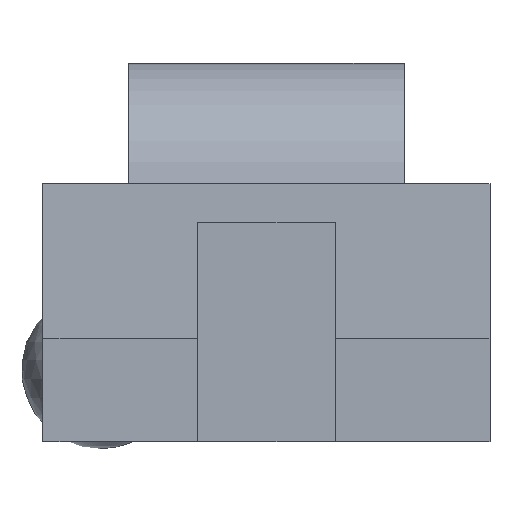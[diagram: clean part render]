
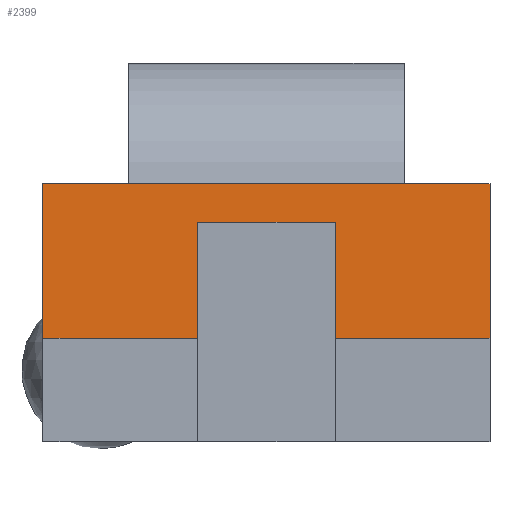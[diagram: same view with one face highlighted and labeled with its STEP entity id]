
A CAD part, front view. The second image highlights one B-rep face of the part: STEP entity #2399.
In plain terms, the highlighted planar face has unit normal (0, -0.351, 0.936).
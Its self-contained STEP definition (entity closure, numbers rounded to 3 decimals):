
#761 = PLANE('',#762);
#762 = AXIS2_PLACEMENT_3D('',#763,#764,#765);
#763 = CARTESIAN_POINT('',(1.,0.,181.));
#764 = DIRECTION('',(0.,0.,1.));
#765 = DIRECTION('',(1.,0.,-0.));
#1423 = VERTEX_POINT('',#1424);
#1424 = CARTESIAN_POINT('',(313.,0.,181.));
#1438 = PLANE('',#1439);
#1439 = AXIS2_PLACEMENT_3D('',#1440,#1441,#1442);
#1440 = CARTESIAN_POINT('',(313.,0.,1.));
#1441 = DIRECTION('',(1.,0.,0.));
#1442 = DIRECTION('',(-0.,0.,1.));
#1477 = VERTEX_POINT('',#1478);
#1478 = CARTESIAN_POINT('',(1.,0.,181.));
#1499 = EDGE_CURVE('',#1477,#1423,#1500,.T.);
#1500 = SURFACE_CURVE('',#1501,(#1505,#1512),.PCURVE_S1.);
#1501 = LINE('',#1502,#1503);
#1502 = CARTESIAN_POINT('',(1.,0.,181.));
#1503 = VECTOR('',#1504,1.);
#1504 = DIRECTION('',(1.,0.,-0.));
#1505 = PCURVE('',#761,#1506);
#1506 = DEFINITIONAL_REPRESENTATION('',(#1507),#1511);
#1507 = LINE('',#1508,#1509);
#1508 = CARTESIAN_POINT('',(0.,0.));
#1509 = VECTOR('',#1510,1.);
#1510 = DIRECTION('',(1.,0.));
#1511 = ( GEOMETRIC_REPRESENTATION_CONTEXT(2) 
PARAMETRIC_REPRESENTATION_CONTEXT() REPRESENTATION_CONTEXT('2D SPACE',''
  ) );
#1512 = PCURVE('',#1513,#1518);
#1513 = PLANE('',#1514);
#1514 = AXIS2_PLACEMENT_3D('',#1515,#1516,#1517);
#1515 = CARTESIAN_POINT('',(1.,0.,181.));
#1516 = DIRECTION('',(0.,-0.351,0.936));
#1517 = DIRECTION('',(0.,0.936,0.351));
#1518 = DEFINITIONAL_REPRESENTATION('',(#1519),#1523);
#1519 = LINE('',#1520,#1521);
#1520 = CARTESIAN_POINT('',(0.,0.));
#1521 = VECTOR('',#1522,1.);
#1522 = DIRECTION('',(0.,-1.));
#1523 = ( GEOMETRIC_REPRESENTATION_CONTEXT(2) 
PARAMETRIC_REPRESENTATION_CONTEXT() REPRESENTATION_CONTEXT('2D SPACE',''
  ) );
#1916 = PLANE('',#1917);
#1917 = AXIS2_PLACEMENT_3D('',#1918,#1919,#1920);
#1918 = CARTESIAN_POINT('',(1.,0.,1.));
#1919 = DIRECTION('',(1.,0.,0.));
#1920 = DIRECTION('',(-0.,0.,1.));
#1974 = PLANE('',#1975);
#1975 = AXIS2_PLACEMENT_3D('',#1976,#1977,#1978);
#1976 = CARTESIAN_POINT('',(1.,-288.,1.));
#1977 = DIRECTION('',(0.,-1.,0.));
#1978 = DIRECTION('',(0.,-0.,-1.));
#2002 = PLANE('',#2003);
#2003 = AXIS2_PLACEMENT_3D('',#2004,#2005,#2006);
#2004 = CARTESIAN_POINT('',(109.,-288.,1.));
#2005 = DIRECTION('',(1.,0.,-0.));
#2006 = DIRECTION('',(0.,0.,1.));
#2030 = PLANE('',#2031);
#2031 = AXIS2_PLACEMENT_3D('',#2032,#2033,#2034);
#2032 = CARTESIAN_POINT('',(109.,-72.,1.));
#2033 = DIRECTION('',(-0.,1.,0.));
#2034 = DIRECTION('',(0.,0.,1.));
#2058 = PLANE('',#2059);
#2059 = AXIS2_PLACEMENT_3D('',#2060,#2061,#2062);
#2060 = CARTESIAN_POINT('',(205.,-288.,1.));
#2061 = DIRECTION('',(1.,0.,-0.));
#2062 = DIRECTION('',(0.,0.,1.));
#2086 = PLANE('',#2087);
#2087 = AXIS2_PLACEMENT_3D('',#2088,#2089,#2090);
#2088 = CARTESIAN_POINT('',(1.,-288.,1.));
#2089 = DIRECTION('',(0.,-1.,0.));
#2090 = DIRECTION('',(0.,-0.,-1.));
#2331 = EDGE_CURVE('',#1423,#2332,#2334,.T.);
#2332 = VERTEX_POINT('',#2333);
#2333 = CARTESIAN_POINT('',(313.,-288.,73.));
#2334 = SURFACE_CURVE('',#2335,(#2339,#2346),.PCURVE_S1.);
#2335 = LINE('',#2336,#2337);
#2336 = CARTESIAN_POINT('',(313.,0.,181.));
#2337 = VECTOR('',#2338,1.);
#2338 = DIRECTION('',(0.,-0.936,-0.351));
#2339 = PCURVE('',#1438,#2340);
#2340 = DEFINITIONAL_REPRESENTATION('',(#2341),#2345);
#2341 = LINE('',#2342,#2343);
#2342 = CARTESIAN_POINT('',(180.,0.));
#2343 = VECTOR('',#2344,1.);
#2344 = DIRECTION('',(-0.351,0.936));
#2345 = ( GEOMETRIC_REPRESENTATION_CONTEXT(2) 
PARAMETRIC_REPRESENTATION_CONTEXT() REPRESENTATION_CONTEXT('2D SPACE',''
  ) );
#2346 = PCURVE('',#1513,#2347);
#2347 = DEFINITIONAL_REPRESENTATION('',(#2348),#2352);
#2348 = LINE('',#2349,#2350);
#2349 = CARTESIAN_POINT('',(0.,-312.));
#2350 = VECTOR('',#2351,1.);
#2351 = DIRECTION('',(-1.,-0.));
#2352 = ( GEOMETRIC_REPRESENTATION_CONTEXT(2) 
PARAMETRIC_REPRESENTATION_CONTEXT() REPRESENTATION_CONTEXT('2D SPACE',''
  ) );
#2399 = ADVANCED_FACE('',(#2400),#1513,.T.);
#2400 = FACE_BOUND('',#2401,.T.);
#2401 = EDGE_LOOP('',(#2402,#2403,#2426,#2449,#2470,#2491,#2512,#2533));
#2402 = ORIENTED_EDGE('',*,*,#1499,.F.);
#2403 = ORIENTED_EDGE('',*,*,#2404,.T.);
#2404 = EDGE_CURVE('',#1477,#2405,#2407,.T.);
#2405 = VERTEX_POINT('',#2406);
#2406 = CARTESIAN_POINT('',(1.,-288.,73.));
#2407 = SURFACE_CURVE('',#2408,(#2412,#2419),.PCURVE_S1.);
#2408 = LINE('',#2409,#2410);
#2409 = CARTESIAN_POINT('',(1.,0.,181.));
#2410 = VECTOR('',#2411,1.);
#2411 = DIRECTION('',(0.,-0.936,-0.351));
#2412 = PCURVE('',#1513,#2413);
#2413 = DEFINITIONAL_REPRESENTATION('',(#2414),#2418);
#2414 = LINE('',#2415,#2416);
#2415 = CARTESIAN_POINT('',(0.,0.));
#2416 = VECTOR('',#2417,1.);
#2417 = DIRECTION('',(-1.,-0.));
#2418 = ( GEOMETRIC_REPRESENTATION_CONTEXT(2) 
PARAMETRIC_REPRESENTATION_CONTEXT() REPRESENTATION_CONTEXT('2D SPACE',''
  ) );
#2419 = PCURVE('',#1916,#2420);
#2420 = DEFINITIONAL_REPRESENTATION('',(#2421),#2425);
#2421 = LINE('',#2422,#2423);
#2422 = CARTESIAN_POINT('',(180.,0.));
#2423 = VECTOR('',#2424,1.);
#2424 = DIRECTION('',(-0.351,0.936));
#2425 = ( GEOMETRIC_REPRESENTATION_CONTEXT(2) 
PARAMETRIC_REPRESENTATION_CONTEXT() REPRESENTATION_CONTEXT('2D SPACE',''
  ) );
#2426 = ORIENTED_EDGE('',*,*,#2427,.T.);
#2427 = EDGE_CURVE('',#2405,#2428,#2430,.T.);
#2428 = VERTEX_POINT('',#2429);
#2429 = CARTESIAN_POINT('',(109.,-288.,73.));
#2430 = SURFACE_CURVE('',#2431,(#2435,#2442),.PCURVE_S1.);
#2431 = LINE('',#2432,#2433);
#2432 = CARTESIAN_POINT('',(1.,-288.,73.));
#2433 = VECTOR('',#2434,1.);
#2434 = DIRECTION('',(1.,0.,0.));
#2435 = PCURVE('',#1513,#2436);
#2436 = DEFINITIONAL_REPRESENTATION('',(#2437),#2441);
#2437 = LINE('',#2438,#2439);
#2438 = CARTESIAN_POINT('',(-307.584,0.));
#2439 = VECTOR('',#2440,1.);
#2440 = DIRECTION('',(0.,-1.));
#2441 = ( GEOMETRIC_REPRESENTATION_CONTEXT(2) 
PARAMETRIC_REPRESENTATION_CONTEXT() REPRESENTATION_CONTEXT('2D SPACE',''
  ) );
#2442 = PCURVE('',#1974,#2443);
#2443 = DEFINITIONAL_REPRESENTATION('',(#2444),#2448);
#2444 = LINE('',#2445,#2446);
#2445 = CARTESIAN_POINT('',(-72.,0.));
#2446 = VECTOR('',#2447,1.);
#2447 = DIRECTION('',(0.,1.));
#2448 = ( GEOMETRIC_REPRESENTATION_CONTEXT(2) 
PARAMETRIC_REPRESENTATION_CONTEXT() REPRESENTATION_CONTEXT('2D SPACE',''
  ) );
#2449 = ORIENTED_EDGE('',*,*,#2450,.T.);
#2450 = EDGE_CURVE('',#2428,#2451,#2453,.T.);
#2451 = VERTEX_POINT('',#2452);
#2452 = CARTESIAN_POINT('',(109.,-72.,154.));
#2453 = SURFACE_CURVE('',#2454,(#2458,#2464),.PCURVE_S1.);
#2454 = LINE('',#2455,#2456);
#2455 = CARTESIAN_POINT('',(109.,-155.836,122.562));
#2456 = VECTOR('',#2457,1.);
#2457 = DIRECTION('',(0.,0.936,0.351));
#2458 = PCURVE('',#1513,#2459);
#2459 = DEFINITIONAL_REPRESENTATION('',(#2460),#2463);
#2460 = B_SPLINE_CURVE_WITH_KNOTS('',1,(#2461,#2462),.UNSPECIFIED.,.F.,
  .F.,(2,2),(-141.152,89.536),.PIECEWISE_BEZIER_KNOTS.);
#2461 = CARTESIAN_POINT('',(-307.584,-108.));
#2462 = CARTESIAN_POINT('',(-76.896,-108.));
#2463 = ( GEOMETRIC_REPRESENTATION_CONTEXT(2) 
PARAMETRIC_REPRESENTATION_CONTEXT() REPRESENTATION_CONTEXT('2D SPACE',''
  ) );
#2464 = PCURVE('',#2002,#2465);
#2465 = DEFINITIONAL_REPRESENTATION('',(#2466),#2469);
#2466 = B_SPLINE_CURVE_WITH_KNOTS('',1,(#2467,#2468),.UNSPECIFIED.,.F.,
  .F.,(2,2),(-141.152,89.536),.PIECEWISE_BEZIER_KNOTS.);
#2467 = CARTESIAN_POINT('',(72.,0.));
#2468 = CARTESIAN_POINT('',(153.,-216.));
#2469 = ( GEOMETRIC_REPRESENTATION_CONTEXT(2) 
PARAMETRIC_REPRESENTATION_CONTEXT() REPRESENTATION_CONTEXT('2D SPACE',''
  ) );
#2470 = ORIENTED_EDGE('',*,*,#2471,.F.);
#2471 = EDGE_CURVE('',#2472,#2451,#2474,.T.);
#2472 = VERTEX_POINT('',#2473);
#2473 = CARTESIAN_POINT('',(205.,-72.,154.));
#2474 = SURFACE_CURVE('',#2475,(#2479,#2485),.PCURVE_S1.);
#2475 = LINE('',#2476,#2477);
#2476 = CARTESIAN_POINT('',(55.,-72.,154.));
#2477 = VECTOR('',#2478,1.);
#2478 = DIRECTION('',(-1.,-0.,0.));
#2479 = PCURVE('',#1513,#2480);
#2480 = DEFINITIONAL_REPRESENTATION('',(#2481),#2484);
#2481 = B_SPLINE_CURVE_WITH_KNOTS('',1,(#2482,#2483),.UNSPECIFIED.,.F.,
  .F.,(2,2),(-150.,-54.),.PIECEWISE_BEZIER_KNOTS.);
#2482 = CARTESIAN_POINT('',(-76.896,-204.));
#2483 = CARTESIAN_POINT('',(-76.896,-108.));
#2484 = ( GEOMETRIC_REPRESENTATION_CONTEXT(2) 
PARAMETRIC_REPRESENTATION_CONTEXT() REPRESENTATION_CONTEXT('2D SPACE',''
  ) );
#2485 = PCURVE('',#2030,#2486);
#2486 = DEFINITIONAL_REPRESENTATION('',(#2487),#2490);
#2487 = B_SPLINE_CURVE_WITH_KNOTS('',1,(#2488,#2489),.UNSPECIFIED.,.F.,
  .F.,(2,2),(-150.,-54.),.PIECEWISE_BEZIER_KNOTS.);
#2488 = CARTESIAN_POINT('',(153.,96.));
#2489 = CARTESIAN_POINT('',(153.,0.));
#2490 = ( GEOMETRIC_REPRESENTATION_CONTEXT(2) 
PARAMETRIC_REPRESENTATION_CONTEXT() REPRESENTATION_CONTEXT('2D SPACE',''
  ) );
#2491 = ORIENTED_EDGE('',*,*,#2492,.F.);
#2492 = EDGE_CURVE('',#2493,#2472,#2495,.T.);
#2493 = VERTEX_POINT('',#2494);
#2494 = CARTESIAN_POINT('',(205.,-288.,73.));
#2495 = SURFACE_CURVE('',#2496,(#2500,#2506),.PCURVE_S1.);
#2496 = LINE('',#2497,#2498);
#2497 = CARTESIAN_POINT('',(205.,-155.836,122.562));
#2498 = VECTOR('',#2499,1.);
#2499 = DIRECTION('',(0.,0.936,0.351));
#2500 = PCURVE('',#1513,#2501);
#2501 = DEFINITIONAL_REPRESENTATION('',(#2502),#2505);
#2502 = B_SPLINE_CURVE_WITH_KNOTS('',1,(#2503,#2504),.UNSPECIFIED.,.F.,
  .F.,(2,2),(-141.152,89.536),.PIECEWISE_BEZIER_KNOTS.);
#2503 = CARTESIAN_POINT('',(-307.584,-204.));
#2504 = CARTESIAN_POINT('',(-76.896,-204.));
#2505 = ( GEOMETRIC_REPRESENTATION_CONTEXT(2) 
PARAMETRIC_REPRESENTATION_CONTEXT() REPRESENTATION_CONTEXT('2D SPACE',''
  ) );
#2506 = PCURVE('',#2058,#2507);
#2507 = DEFINITIONAL_REPRESENTATION('',(#2508),#2511);
#2508 = B_SPLINE_CURVE_WITH_KNOTS('',1,(#2509,#2510),.UNSPECIFIED.,.F.,
  .F.,(2,2),(-141.152,89.536),.PIECEWISE_BEZIER_KNOTS.);
#2509 = CARTESIAN_POINT('',(72.,0.));
#2510 = CARTESIAN_POINT('',(153.,-216.));
#2511 = ( GEOMETRIC_REPRESENTATION_CONTEXT(2) 
PARAMETRIC_REPRESENTATION_CONTEXT() REPRESENTATION_CONTEXT('2D SPACE',''
  ) );
#2512 = ORIENTED_EDGE('',*,*,#2513,.T.);
#2513 = EDGE_CURVE('',#2493,#2332,#2514,.T.);
#2514 = SURFACE_CURVE('',#2515,(#2519,#2526),.PCURVE_S1.);
#2515 = LINE('',#2516,#2517);
#2516 = CARTESIAN_POINT('',(1.,-288.,73.));
#2517 = VECTOR('',#2518,1.);
#2518 = DIRECTION('',(1.,0.,0.));
#2519 = PCURVE('',#1513,#2520);
#2520 = DEFINITIONAL_REPRESENTATION('',(#2521),#2525);
#2521 = LINE('',#2522,#2523);
#2522 = CARTESIAN_POINT('',(-307.584,0.));
#2523 = VECTOR('',#2524,1.);
#2524 = DIRECTION('',(0.,-1.));
#2525 = ( GEOMETRIC_REPRESENTATION_CONTEXT(2) 
PARAMETRIC_REPRESENTATION_CONTEXT() REPRESENTATION_CONTEXT('2D SPACE',''
  ) );
#2526 = PCURVE('',#2086,#2527);
#2527 = DEFINITIONAL_REPRESENTATION('',(#2528),#2532);
#2528 = LINE('',#2529,#2530);
#2529 = CARTESIAN_POINT('',(-72.,0.));
#2530 = VECTOR('',#2531,1.);
#2531 = DIRECTION('',(0.,1.));
#2532 = ( GEOMETRIC_REPRESENTATION_CONTEXT(2) 
PARAMETRIC_REPRESENTATION_CONTEXT() REPRESENTATION_CONTEXT('2D SPACE',''
  ) );
#2533 = ORIENTED_EDGE('',*,*,#2331,.F.);
